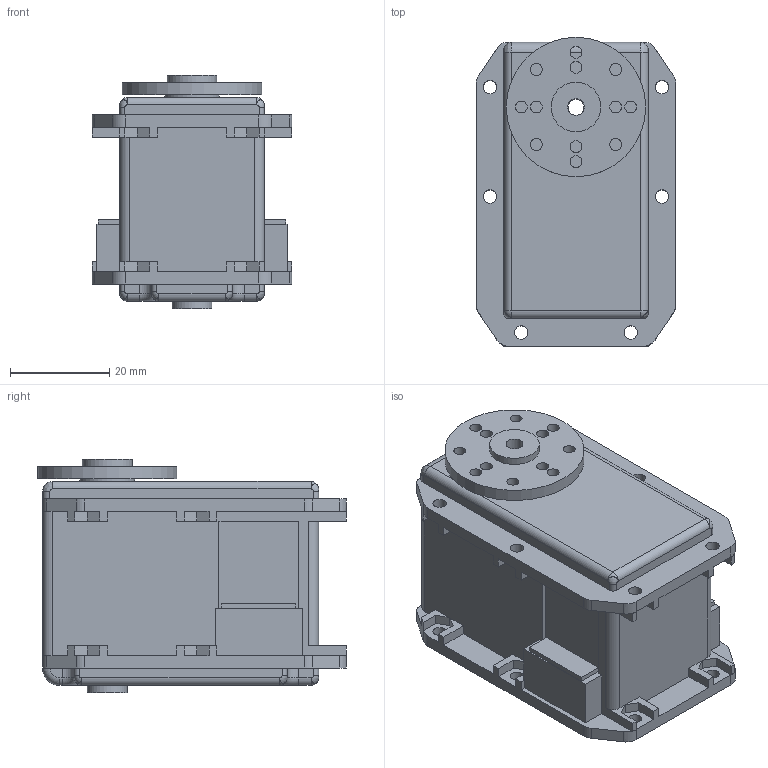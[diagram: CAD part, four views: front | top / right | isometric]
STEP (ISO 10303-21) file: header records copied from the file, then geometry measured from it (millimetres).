
FILE_DESCRIPTION( ( '' ), ' ' );
FILE_NAME( '5a786651110e670fe0cf4c5c.step', '2018-02-05T14:12:34', ( '' ), ( '' ), ' ', ' ', ' ' );
FILE_SCHEMA( ( 'AUTOMOTIVE_DESIGN { 1 0 10303 214 1 1 1 1 }' ) );
Length unit declared in the file: metre
Products named in the file (1): rx64N
Bounding box: 40.2 x 62.1 x 47 mm (x, y, z)
Volume: 71588.3 mm3; surface area: 15895.6 mm2
Topology: 1 solids, 1 shells, 313 faces, 851 edges, 541 vertices
Faces by surface type: plane 207, cylinder 82, bspline 10, torus 6, sphere 5, revolution 3
Full cylindrical faces by diameter (mm): 2.4 x12, 2.7 x12, 3.2 x1, 3.4 x1, 8 x1, 10 x2, 11 x1, 15 x1, 28 x1
Entity records: 12684 total; most frequent: CARTESIAN_POINT 2411, ORIENTED_EDGE 1596, DIRECTION 1533, EDGE_CURVE 798, LINE 592, VECTOR 592, VERTEX_POINT 528, AXIS2_PLACEMENT_3D 469
